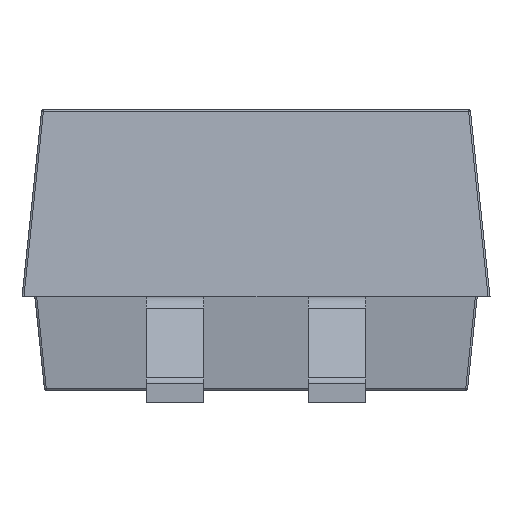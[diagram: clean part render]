
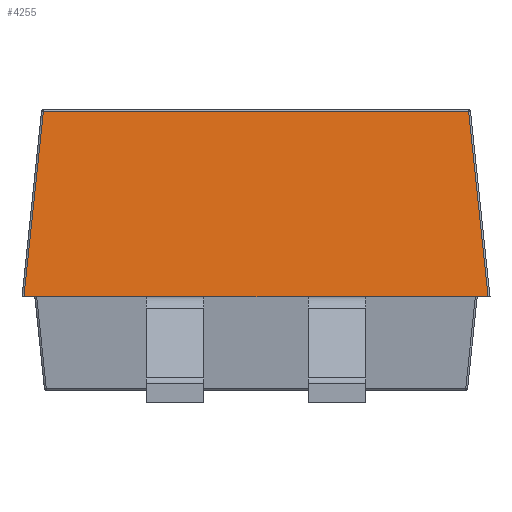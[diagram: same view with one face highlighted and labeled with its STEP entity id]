
A CAD part, left-side view. The second image highlights one B-rep face of the part: STEP entity #4255.
In plain terms, the highlighted planar face has unit normal (-0.995, 0, 0.104).
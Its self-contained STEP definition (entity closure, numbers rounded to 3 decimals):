
#589=FACE_OUTER_BOUND('',#844,.T.);
#844=EDGE_LOOP('',(#3028,#3029,#3030,#3031));
#1109=LINE('',#6021,#1484);
#1111=LINE('',#6031,#1486);
#1114=LINE('',#6038,#1489);
#1121=LINE('',#6053,#1496);
#1484=VECTOR('',#5062,10.);
#1486=VECTOR('',#5074,10.);
#1489=VECTOR('',#5081,10.);
#1496=VECTOR('',#5100,10.);
#1856=VERTEX_POINT('',#6009);
#1859=VERTEX_POINT('',#6019);
#1862=VERTEX_POINT('',#6027);
#1863=VERTEX_POINT('',#6034);
#2288=EDGE_CURVE('',#1859,#1856,#1109,.T.);
#2293=EDGE_CURVE('',#1856,#1862,#1111,.T.);
#2297=EDGE_CURVE('',#1862,#1863,#1114,.T.);
#2305=EDGE_CURVE('',#1863,#1859,#1121,.T.);
#3028=ORIENTED_EDGE('',*,*,#2288,.F.);
#3029=ORIENTED_EDGE('',*,*,#2305,.F.);
#3030=ORIENTED_EDGE('',*,*,#2297,.F.);
#3031=ORIENTED_EDGE('',*,*,#2293,.F.);
#4125=PLANE('',#4671);
#4255=ADVANCED_FACE('',(#589),#4125,.T.);
#4671=AXIS2_PLACEMENT_3D('',#6060,#5110,#5111);
#5062=DIRECTION('',(0.104,-0.104,0.989));
#5074=DIRECTION('',(0.,-1.,0.));
#5081=DIRECTION('',(-0.104,-0.104,-0.989));
#5100=DIRECTION('',(0.,1.,0.));
#5110=DIRECTION('center_axis',(-0.995,0.,0.105));
#5111=DIRECTION('ref_axis',(0.105,0.,0.995));
#6009=CARTESIAN_POINT('',(-2.947,1.667,2.287));
#6019=CARTESIAN_POINT('',(-3.1,1.82,0.834));
#6021=CARTESIAN_POINT('',(-3.006,1.726,1.731));
#6027=CARTESIAN_POINT('',(-2.947,-1.667,2.287));
#6031=CARTESIAN_POINT('',(-2.947,0.,2.287));
#6034=CARTESIAN_POINT('',(-3.1,-1.82,0.834));
#6038=CARTESIAN_POINT('',(-3.006,-1.726,1.731));
#6053=CARTESIAN_POINT('',(-3.1,0.,0.834));
#6060=CARTESIAN_POINT('Origin',(-3.023,0.,1.567));
